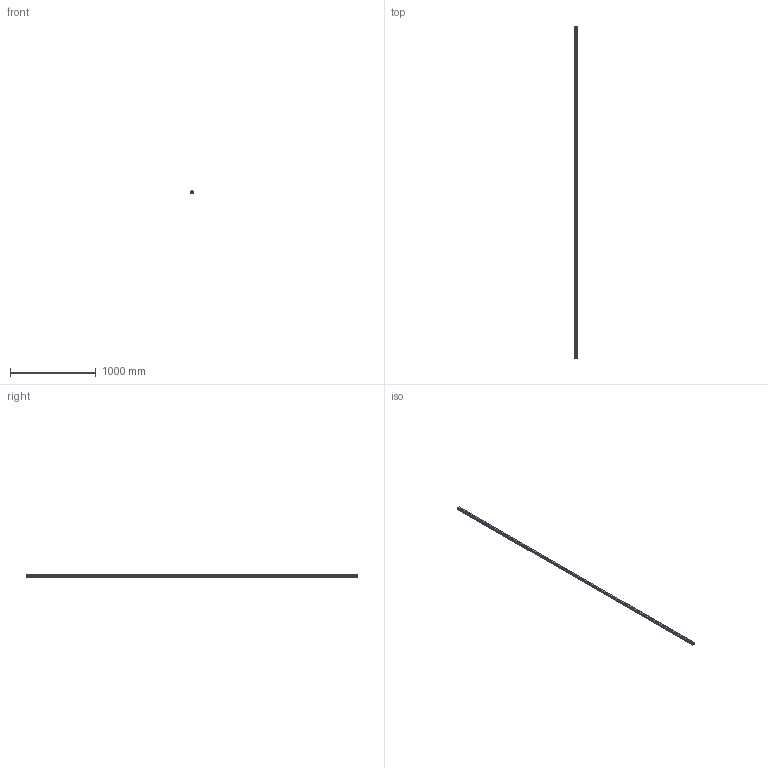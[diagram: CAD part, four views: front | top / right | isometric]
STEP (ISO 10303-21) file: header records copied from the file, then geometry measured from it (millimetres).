
FILE_DESCRIPTION(('STEP AP214'),'1');
FILE_NAME('cctmp_3DDA06C0-A5FD-41ED-A92E-56A4651FC888_2021_01_26_12_59_20_0552..stp','2021-01-26T11:59:20',('HIWIN GmbH'),('CADClick - www.CADClick.com'),'Spatial InterOp 3D',' ','unknown authorization');
FILE_SCHEMA(('AUTOMOTIVE_DESIGN'));
Length unit declared in the file: millimetre
Products named in the file (1): HGR30T3870C_FILE
Bounding box: 28 x 3870 x 26 mm (x, y, z)
Volume: 2347315.3 mm3; surface area: 445045.7 mm2
Topology: 1 solids, 1 shells, 311 faces, 817 edges, 463 vertices
Faces by surface type: cylinder 120, cone 98, plane 93
Entity records: 11313 total; most frequent: DIRECTION 1583, CARTESIAN_POINT 1494, ORIENTED_EDGE 1438, EDGE_CURVE 719, AXIS2_PLACEMENT_3D 552, LINE 479, VECTOR 479, VERTEX_POINT 463
